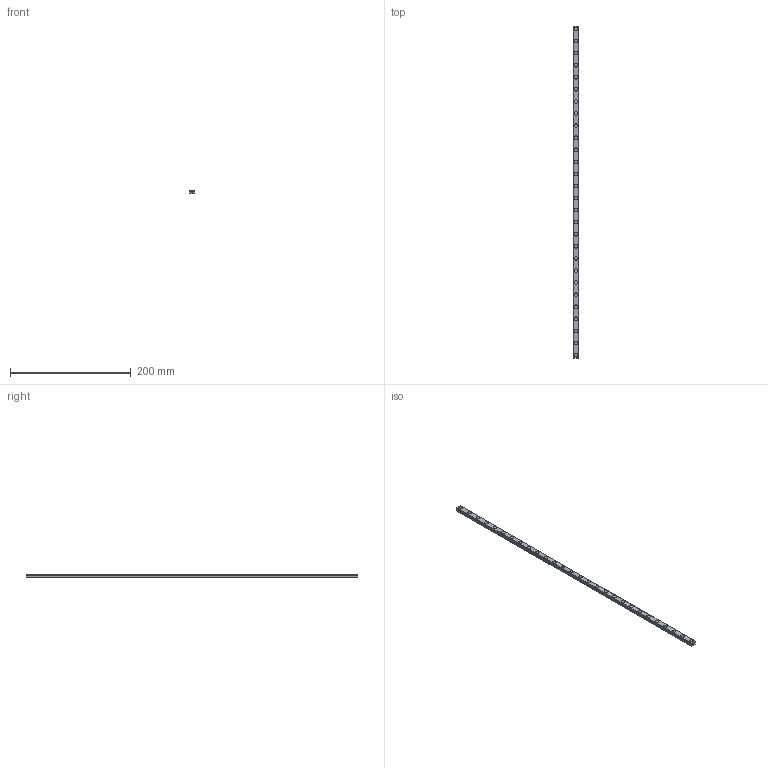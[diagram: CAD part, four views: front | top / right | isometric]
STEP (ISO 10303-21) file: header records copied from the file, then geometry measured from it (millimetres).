
FILE_DESCRIPTION(('STEP AP214'),'1');
FILE_NAME('cctmp_277A7D04-0BFD-4B84-A582-E7AF2D1EEBEA_2021_02_18_14_11_48_0918..stp','2021-02-18T13:11:49',('HIWIN GmbH'),('CADClick - www.CADClick.com'),'Spatial InterOp 3D',' ','unknown authorization');
FILE_SCHEMA(('AUTOMOTIVE_DESIGN'));
Length unit declared in the file: millimetre
Products named in the file (1): MGNR09R550CM_FILE
Bounding box: 9 x 550 x 6.5 mm (x, y, z)
Volume: 27153.3 mm3; surface area: 22374.3 mm2
Topology: 1 solids, 1 shells, 347 faces, 771 edges, 514 vertices
Faces by surface type: cylinder 184, plane 163
Entity records: 12553 total; most frequent: DIRECTION 1835, CARTESIAN_POINT 1633, ORIENTED_EDGE 1542, EDGE_CURVE 771, AXIS2_PLACEMENT_3D 716, VERTEX_POINT 514, EDGE_LOOP 435, LINE 403
